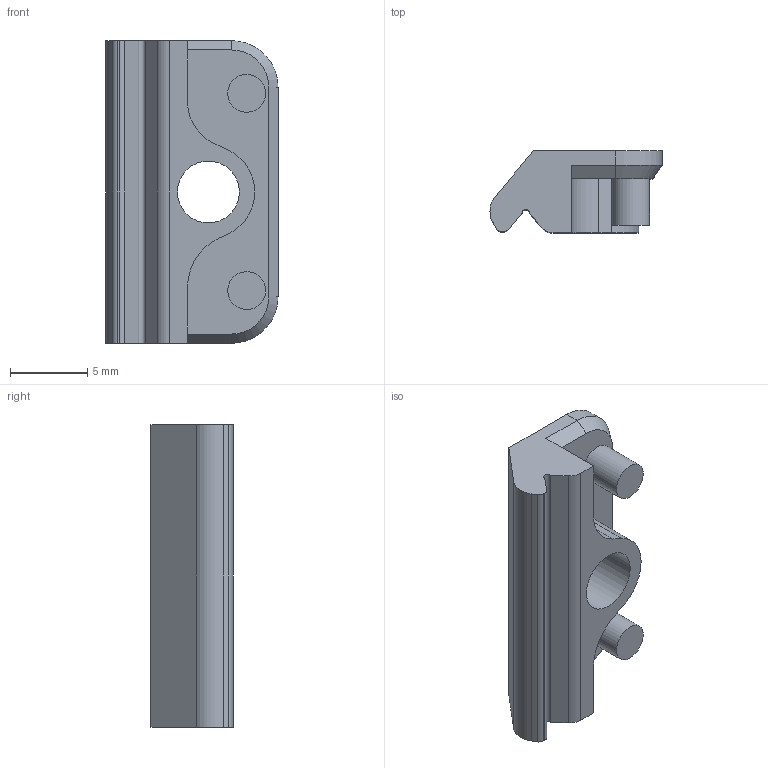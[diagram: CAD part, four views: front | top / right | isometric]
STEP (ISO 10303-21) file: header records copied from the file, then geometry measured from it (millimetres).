
FILE_DESCRIPTION(('CATIA V5 STEP Exchange'),'2;1');
FILE_NAME('Olic.stp','2025-05-13T22:10:41+00:00',('none'),('none'),'CATIA Version 5 Release 19 SP 2 (IN-10)','CATIA V5 STEP AP203','none');
FILE_SCHEMA(('CONFIG_CONTROL_DESIGN'));
Length unit declared in the file: millimetre
Products named in the file (1): Part1
Bounding box: 11.12 x 5.3 x 19.55 mm (x, y, z)
Volume: 648.9 mm3; surface area: 761.6 mm2
Topology: 1 solids, 1 shells, 38 faces, 98 edges, 64 vertices
Faces by surface type: plane 20, cylinder 16, cone 2
Entity records: 1151 total; most frequent: CARTESIAN_POINT 196, ORIENTED_EDGE 196, DIRECTION 164, EDGE_CURVE 98, AXIS2_PLACEMENT_3D 68, VECTOR 64, LINE 64, VERTEX_POINT 64
